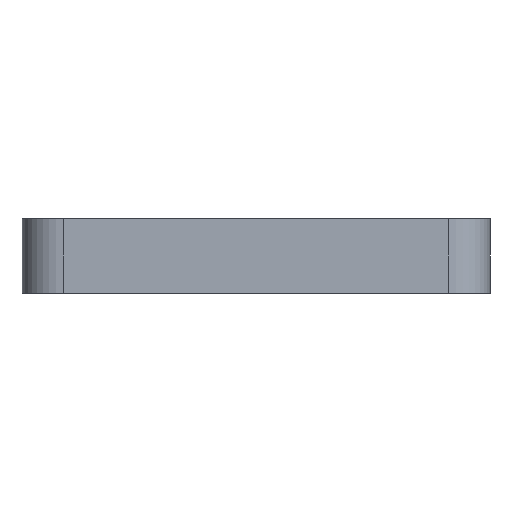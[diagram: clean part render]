
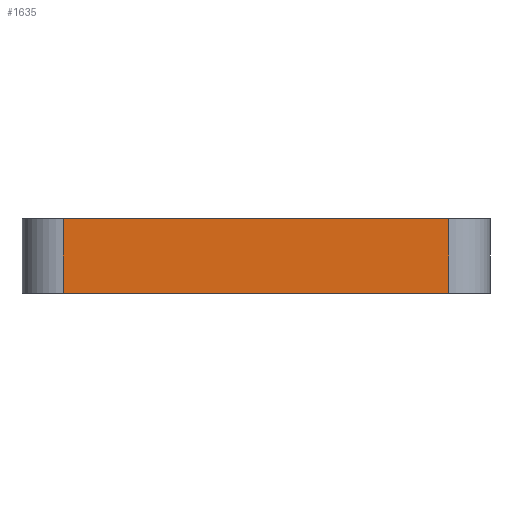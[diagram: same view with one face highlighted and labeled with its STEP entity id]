
A CAD part, left-side view. The second image highlights one B-rep face of the part: STEP entity #1635.
In plain terms, the highlighted planar face has unit normal (-1, 0, 0).
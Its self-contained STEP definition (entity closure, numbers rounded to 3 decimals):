
#217=FACE_OUTER_BOUND('',#310,.T.);
#310=EDGE_LOOP('',(#1415,#1416,#1417,#1418));
#342=LINE('',#2306,#505);
#484=LINE('',#2748,#647);
#485=LINE('',#2751,#648);
#486=LINE('',#2752,#649);
#505=VECTOR('',#1835,10.);
#647=VECTOR('',#2253,10.);
#648=VECTOR('',#2256,10.);
#649=VECTOR('',#2257,10.);
#664=VERTEX_POINT('',#2303);
#665=VERTEX_POINT('',#2305);
#803=VERTEX_POINT('',#2746);
#804=VERTEX_POINT('',#2750);
#823=EDGE_CURVE('',#664,#665,#342,.T.);
#1031=EDGE_CURVE('',#803,#665,#484,.T.);
#1032=EDGE_CURVE('',#804,#803,#485,.T.);
#1033=EDGE_CURVE('',#804,#664,#486,.T.);
#1415=ORIENTED_EDGE('',*,*,#1032,.T.);
#1416=ORIENTED_EDGE('',*,*,#1031,.T.);
#1417=ORIENTED_EDGE('',*,*,#823,.F.);
#1418=ORIENTED_EDGE('',*,*,#1033,.F.);
#1546=PLANE('',#1798);
#1635=ADVANCED_FACE('',(#217),#1546,.T.);
#1798=AXIS2_PLACEMENT_3D('',#2749,#2254,#2255);
#1835=DIRECTION('',(0.,-1.,0.));
#2253=DIRECTION('',(0.,0.,1.));
#2254=DIRECTION('center_axis',(-1.,0.,0.));
#2255=DIRECTION('ref_axis',(0.,-1.,0.));
#2256=DIRECTION('',(0.,-1.,0.));
#2257=DIRECTION('',(0.,0.,1.));
#2303=CARTESIAN_POINT('',(-56.7,23.2,25.));
#2305=CARTESIAN_POINT('',(-56.7,-23.2,25.));
#2306=CARTESIAN_POINT('',(-56.7,23.2,25.));
#2746=CARTESIAN_POINT('',(-56.7,-23.2,16.));
#2748=CARTESIAN_POINT('',(-56.7,-23.2,16.));
#2749=CARTESIAN_POINT('Origin',(-56.7,23.2,16.));
#2750=CARTESIAN_POINT('',(-56.7,23.2,16.));
#2751=CARTESIAN_POINT('',(-56.7,23.2,16.));
#2752=CARTESIAN_POINT('',(-56.7,23.2,16.));
